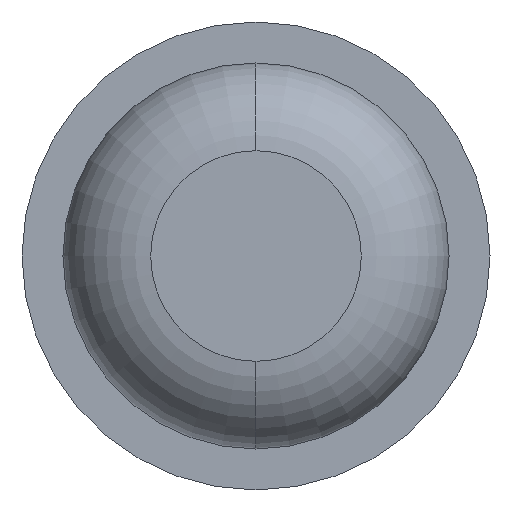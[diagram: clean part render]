
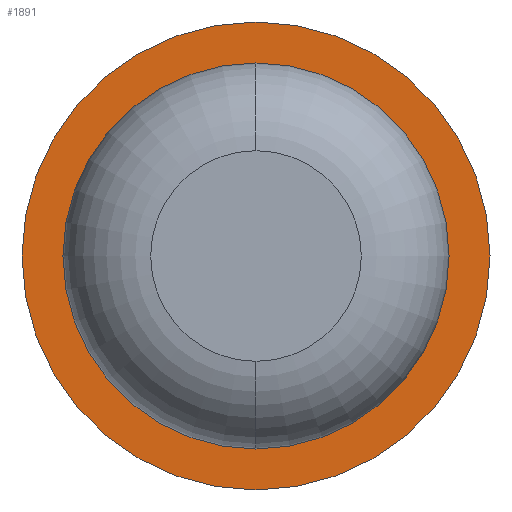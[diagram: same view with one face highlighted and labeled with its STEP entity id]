
A CAD part, front view. The second image highlights one B-rep face of the part: STEP entity #1891.
In plain terms, the highlighted planar face has unit normal (0, -1, 0).
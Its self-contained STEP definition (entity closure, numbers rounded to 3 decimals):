
#52 = CARTESIAN_POINT ( 'NONE',  ( 0.825, -9., 0. ) ) ;
#75 = CARTESIAN_POINT ( 'NONE',  ( -1., -9., 0. ) ) ;
#278 = CARTESIAN_POINT ( 'NONE',  ( 0., -9., 0. ) ) ;
#337 = CARTESIAN_POINT ( 'NONE',  ( 0., -9., 0.825 ) ) ;
#352 = ORIENTED_EDGE ( 'NONE', *, *, #3328, .F. ) ;
#474 = DIRECTION ( 'NONE',  ( -1., 0., 0. ) ) ;
#614 = DIRECTION ( 'NONE',  ( -1., 0., 0. ) ) ;
#658 = CARTESIAN_POINT ( 'NONE',  ( 0., -9., 0. ) ) ;
#809 = EDGE_LOOP ( 'NONE', ( #2052, #3694 ) ) ;
#862 = VERTEX_POINT ( 'NONE', #2641 ) ;
#964 = DIRECTION ( 'NONE',  ( 0., 1., 0. ) ) ;
#1020 = AXIS2_PLACEMENT_3D ( 'NONE', #52, #3560, #2921 ) ;
#1076 = AXIS2_PLACEMENT_3D ( 'NONE', #2199, #1910, #3439 ) ;
#1333 = VERTEX_POINT ( 'NONE', #3624 ) ;
#1862 = AXIS2_PLACEMENT_3D ( 'NONE', #278, #3735, #614 ) ;
#1891 = ADVANCED_FACE ( 'Defeature ausgef�hrt1_4', ( #3426, #3059 ), #2272, .F. ) ;
#1910 = DIRECTION ( 'NONE',  ( 0., 1., 0. ) ) ;
#1933 = EDGE_CURVE ( 'Defeature ausgef�hrt1_4+Defeature ausgef�hrt1_0+Defeature ausgef�hrt1_0+Defeature ausgef�hrt1_0', #3169, #862, #3472, .T. ) ;
#2052 = ORIENTED_EDGE ( 'NONE', *, *, #1933, .T. ) ;
#2199 = CARTESIAN_POINT ( 'NONE',  ( 0., -9., 0. ) ) ;
#2272 = PLANE ( 'NONE',  #1020 ) ;
#2300 = AXIS2_PLACEMENT_3D ( 'NONE', #658, #964, #4049 ) ;
#2366 = DIRECTION ( 'NONE',  ( 0., 1., 0. ) ) ;
#2380 = AXIS2_PLACEMENT_3D ( 'NONE', #2980, #2366, #474 ) ;
#2641 = CARTESIAN_POINT ( 'NONE',  ( 0., -9., -0.825 ) ) ;
#2921 = DIRECTION ( 'NONE',  ( -1., 0., 0. ) ) ;
#2980 = CARTESIAN_POINT ( 'NONE',  ( 0., -9., 0. ) ) ;
#3059 = FACE_BOUND ( 'NONE', #809, .T. ) ;
#3084 = EDGE_LOOP ( 'NONE', ( #3699, #352 ) ) ;
#3094 = EDGE_CURVE ( 'Defeature ausgef�hrt1_5+Defeature ausgef�hrt1_4+Defeature ausgef�hrt1_4+Defeature ausgef�hrt1_4', #3130, #1333, #3862, .T. ) ;
#3098 = EDGE_CURVE ( 'Defeature ausgef�hrt1_4+Defeature ausgef�hrt1_0+Defeature ausgef�hrt1_0+Defeature ausgef�hrt1_0', #862, #3169, #3192, .T. ) ;
#3130 = VERTEX_POINT ( 'NONE', #75 ) ;
#3169 = VERTEX_POINT ( 'NONE', #337 ) ;
#3192 = CIRCLE ( 'NONE', #1076, 0.825 ) ;
#3328 = EDGE_CURVE ( 'Defeature ausgef�hrt1_5+Defeature ausgef�hrt1_4+Defeature ausgef�hrt1_4+Defeature ausgef�hrt1_4', #1333, #3130, #3972, .T. ) ;
#3426 = FACE_OUTER_BOUND ( 'NONE', #3084, .T. ) ;
#3439 = DIRECTION ( 'NONE',  ( -1., 0., 0. ) ) ;
#3472 = CIRCLE ( 'NONE', #2380, 0.825 ) ;
#3560 = DIRECTION ( 'NONE',  ( 0., 1., 0. ) ) ;
#3624 = CARTESIAN_POINT ( 'NONE',  ( 1., -9., 0. ) ) ;
#3694 = ORIENTED_EDGE ( 'NONE', *, *, #3098, .T. ) ;
#3699 = ORIENTED_EDGE ( 'NONE', *, *, #3094, .F. ) ;
#3735 = DIRECTION ( 'NONE',  ( 0., 1., 0. ) ) ;
#3862 = CIRCLE ( 'NONE', #2300, 1. ) ;
#3972 = CIRCLE ( 'NONE', #1862, 1. ) ;
#4049 = DIRECTION ( 'NONE',  ( -1., 0., 0. ) ) ;
